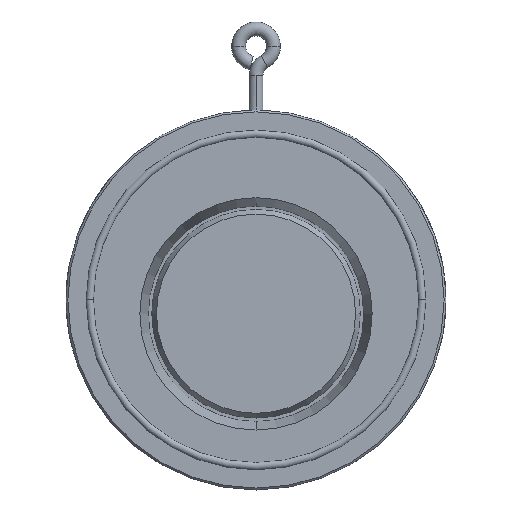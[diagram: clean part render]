
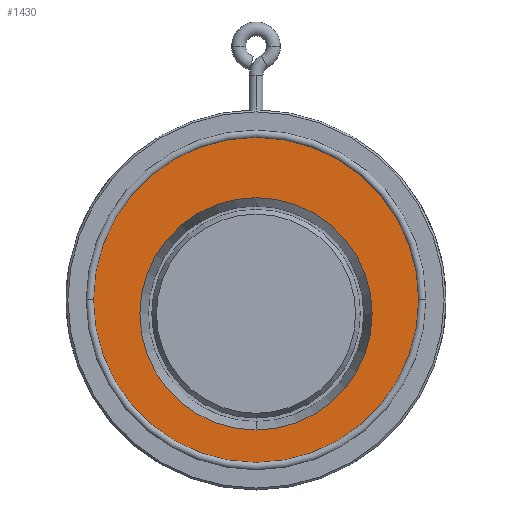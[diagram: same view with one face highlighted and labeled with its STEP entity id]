
A CAD part, top view. The second image highlights one B-rep face of the part: STEP entity #1430.
In plain terms, the highlighted planar face has unit normal (0, 0, 1).
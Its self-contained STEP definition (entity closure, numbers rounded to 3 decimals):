
#32 = EDGE_CURVE ( 'NONE', #5426, #751, #6629, .T. ) ;
#163 = AXIS2_PLACEMENT_3D ( 'NONE', #1382, #1428, #1981 ) ;
#175 = EDGE_LOOP ( 'NONE', ( #311, #5041 ) ) ;
#223 = DIRECTION ( 'NONE',  ( 0., 0., -1. ) ) ;
#301 = CIRCLE ( 'NONE', #163, 70.22 ) ;
#311 = ORIENTED_EDGE ( 'NONE', *, *, #32, .F. ) ;
#676 = CARTESIAN_POINT ( 'NONE',  ( 0., 0., 0. ) ) ;
#751 = VERTEX_POINT ( 'NONE', #7016 ) ;
#760 = DIRECTION ( 'NONE',  ( 0., -1., 0. ) ) ;
#835 = CIRCLE ( 'NONE', #5145, 50.14 ) ;
#906 = EDGE_CURVE ( 'NONE', #751, #5426, #835, .T. ) ;
#1382 = CARTESIAN_POINT ( 'NONE',  ( 0., 0., 0. ) ) ;
#1428 = DIRECTION ( 'NONE',  ( 0., 0., -1. ) ) ;
#1430 = ADVANCED_FACE ( 'NONE', ( #4553, #6482 ), #2149, .T. ) ;
#1563 = DIRECTION ( 'NONE',  ( 0., 0., 1. ) ) ;
#1666 = CARTESIAN_POINT ( 'NONE',  ( 0., 0., 0. ) ) ;
#1735 = EDGE_CURVE ( 'NONE', #1800, #7887, #301, .T. ) ;
#1800 = VERTEX_POINT ( 'NONE', #5886 ) ;
#1981 = DIRECTION ( 'NONE',  ( -1., 0., 0. ) ) ;
#2098 = EDGE_CURVE ( 'NONE', #7887, #1800, #7976, .T. ) ;
#2149 = PLANE ( 'NONE',  #2593 ) ;
#2593 = AXIS2_PLACEMENT_3D ( 'NONE', #676, #6603, #5183 ) ;
#2687 = EDGE_LOOP ( 'NONE', ( #3862, #5397 ) ) ;
#3652 = CARTESIAN_POINT ( 'NONE',  ( 70.22, 0., 0. ) ) ;
#3706 = DIRECTION ( 'NONE',  ( 0., 0., 1. ) ) ;
#3862 = ORIENTED_EDGE ( 'NONE', *, *, #1735, .F. ) ;
#4553 = FACE_OUTER_BOUND ( 'NONE', #2687, .T. ) ;
#4611 = AXIS2_PLACEMENT_3D ( 'NONE', #1666, #223, #7259 ) ;
#5041 = ORIENTED_EDGE ( 'NONE', *, *, #906, .F. ) ;
#5145 = AXIS2_PLACEMENT_3D ( 'NONE', #5601, #3706, #8296 ) ;
#5183 = DIRECTION ( 'NONE',  ( 1., 0., 0. ) ) ;
#5397 = ORIENTED_EDGE ( 'NONE', *, *, #2098, .F. ) ;
#5426 = VERTEX_POINT ( 'NONE', #8184 ) ;
#5601 = CARTESIAN_POINT ( 'NONE',  ( 0., -6., 0. ) ) ;
#5886 = CARTESIAN_POINT ( 'NONE',  ( -70.22, 0., 0. ) ) ;
#6021 = CARTESIAN_POINT ( 'NONE',  ( 0., -6., 0. ) ) ;
#6482 = FACE_BOUND ( 'NONE', #175, .T. ) ;
#6603 = DIRECTION ( 'NONE',  ( 0., 0., 1. ) ) ;
#6629 = CIRCLE ( 'NONE', #8265, 50.14 ) ;
#7016 = CARTESIAN_POINT ( 'NONE',  ( 0., 44.14, 0. ) ) ;
#7259 = DIRECTION ( 'NONE',  ( -1., 0., 0. ) ) ;
#7887 = VERTEX_POINT ( 'NONE', #3652 ) ;
#7976 = CIRCLE ( 'NONE', #4611, 70.22 ) ;
#8184 = CARTESIAN_POINT ( 'NONE',  ( 0., -56.14, 0. ) ) ;
#8265 = AXIS2_PLACEMENT_3D ( 'NONE', #6021, #1563, #760 ) ;
#8296 = DIRECTION ( 'NONE',  ( 0., -1., 0. ) ) ;
